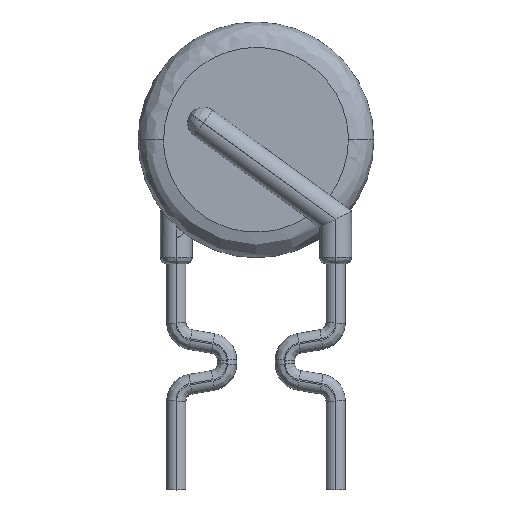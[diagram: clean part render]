
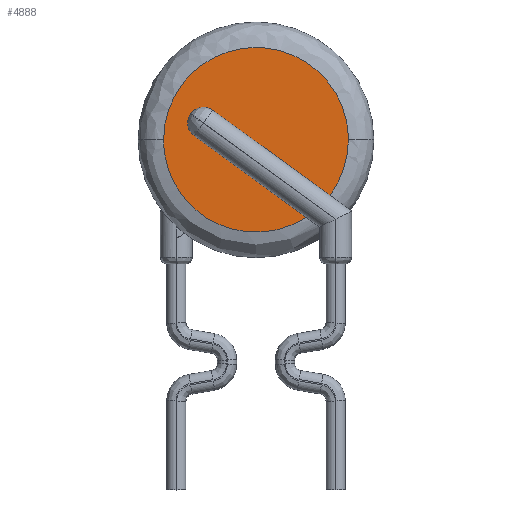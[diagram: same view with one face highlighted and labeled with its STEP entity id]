
A CAD part, top view. The second image highlights one B-rep face of the part: STEP entity #4888.
In plain terms, the highlighted planar face has unit normal (0, 0, 1).
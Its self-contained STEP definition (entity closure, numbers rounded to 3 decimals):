
#316 = CARTESIAN_POINT ( 'NONE',  ( 2.2, 2.483, 1. ) ) ;
#399 = EDGE_CURVE ( 'NONE', #1248, #4226, #3940, .T. ) ;
#488 = CARTESIAN_POINT ( 'NONE',  ( 7.417, 3.346, 1. ) ) ;
#691 = CARTESIAN_POINT ( 'NONE',  ( 3.056, 5.911, 1. ) ) ;
#764 = ORIENTED_EDGE ( 'NONE', *, *, #5330, .F. ) ;
#842 = CARTESIAN_POINT ( 'NONE',  ( 3.047, 5.899, 1. ) ) ;
#1039 = ORIENTED_EDGE ( 'NONE', *, *, #4750, .F. ) ;
#1248 = VERTEX_POINT ( 'NONE', #6720 ) ;
#1302 = CARTESIAN_POINT ( 'NONE',  ( 2.2, 5.09, 1. ) ) ;
#1367 = ORIENTED_EDGE ( 'NONE', *, *, #6604, .F. ) ;
#1404 = DIRECTION ( 'NONE',  ( 0., 0., 1. ) ) ;
#1439 = CARTESIAN_POINT ( 'NONE',  ( 2.2, 5.09, 1. ) ) ;
#1476 = VERTEX_POINT ( 'NONE', #3469 ) ;
#1624 = AXIS2_PLACEMENT_3D ( 'NONE', #3093, #3787, #6464 ) ;
#1692 = VECTOR ( 'NONE', #4076, 1000. ) ;
#1706 = CIRCLE ( 'NONE', #1624, 0.49 ) ;
#1820 = EDGE_LOOP ( 'NONE', ( #5602, #4404, #2292, #1039, #7202, #1367, #7399, #764 ) ) ;
#2043 = CARTESIAN_POINT ( 'NONE',  ( 8., 5.09, 1. ) ) ;
#2180 = CARTESIAN_POINT ( 'NONE',  ( 5.1, 7.99, 1. ) ) ;
#2256 = DIRECTION ( 'NONE',  ( -1., 0., 0. ) ) ;
#2292 = ORIENTED_EDGE ( 'NONE', *, *, #3971, .F. ) ;
#2382 = LINE ( 'NONE', #691, #7304 ) ;
#2399 =( BOUNDED_CURVE ( )  B_SPLINE_CURVE ( 3, ( #1439, #8389, #6261, #2180, #4828, #8335, #4249 ),
 .UNSPECIFIED., .F., .T. ) 
 B_SPLINE_CURVE_WITH_KNOTS ( ( 4, 3, 4 ),
 ( 0.406, 0.703, 1. ),
 .UNSPECIFIED. ) 
 CURVE ( )  GEOMETRIC_REPRESENTATION_ITEM ( )  RATIONAL_B_SPLINE_CURVE ( ( 1., 0.805, 0.805, 1., 0.805, 0.805, 1. ) ) 
 REPRESENTATION_ITEM ( '' )  );
#2688 = VECTOR ( 'NONE', #5629, 1000. ) ;
#2864 = CIRCLE ( 'NONE', #7451, 0.49 ) ;
#2934 = VERTEX_POINT ( 'NONE', #842 ) ;
#3093 = CARTESIAN_POINT ( 'NONE',  ( 3.444, 5.611, 1. ) ) ;
#3137 = AXIS2_PLACEMENT_3D ( 'NONE', #7759, #3545, #2256 ) ;
#3439 = CARTESIAN_POINT ( 'NONE',  ( 3.452, 5.623, 1. ) ) ;
#3469 = CARTESIAN_POINT ( 'NONE',  ( 7.417, 3.346, 1. ) ) ;
#3487 = LINE ( 'NONE', #488, #1692 ) ;
#3493 = DIRECTION ( 'NONE',  ( -1., 0., 0. ) ) ;
#3545 = DIRECTION ( 'NONE',  ( 0., 0., -1. ) ) ;
#3691 = FACE_OUTER_BOUND ( 'NONE', #1820, .T. ) ;
#3787 = DIRECTION ( 'NONE',  ( 0., 0., 1. ) ) ;
#3940 = LINE ( 'NONE', #4223, #2688 ) ;
#3971 = EDGE_CURVE ( 'NONE', #5584, #2934, #2382, .T. ) ;
#4069 = DIRECTION ( 'NONE',  ( -0.588, -0.809, 0. ) ) ;
#4076 = DIRECTION ( 'NONE',  ( -0.809, 0.588, 0. ) ) ;
#4133 = CARTESIAN_POINT ( 'NONE',  ( 7.417, 3.346, 1. ) ) ;
#4223 = CARTESIAN_POINT ( 'NONE',  ( 3.156, 5.214, 1. ) ) ;
#4226 = VERTEX_POINT ( 'NONE', #8468 ) ;
#4249 = CARTESIAN_POINT ( 'NONE',  ( 8., 5.09, 1. ) ) ;
#4263 = CARTESIAN_POINT ( 'NONE',  ( 2.2, 5.09, 1. ) ) ;
#4327 = PLANE ( 'NONE',  #3137 ) ;
#4404 = ORIENTED_EDGE ( 'NONE', *, *, #6895, .F. ) ;
#4723 =( BOUNDED_CURVE ( )  B_SPLINE_CURVE ( 3, ( #6396, #7137, #316, #4263 ),
 .UNSPECIFIED., .F., .T. ) 
 B_SPLINE_CURVE_WITH_KNOTS ( ( 4, 4 ),
 ( 0., 0.406 ),
 .UNSPECIFIED. ) 
 CURVE ( )  GEOMETRIC_REPRESENTATION_ITEM ( )  RATIONAL_B_SPLINE_CURVE ( ( 1., 0.652, 0.652, 1. ) ) 
 REPRESENTATION_ITEM ( '' )  );
#4750 = EDGE_CURVE ( 'NONE', #8160, #5584, #2864, .T. ) ;
#4828 = CARTESIAN_POINT ( 'NONE',  ( 6.799, 7.99, 1. ) ) ;
#4888 = ADVANCED_FACE ( 'NONE', ( #3691 ), #4327, .F. ) ;
#5330 = EDGE_CURVE ( 'NONE', #4226, #5616, #4723, .T. ) ;
#5356 = CARTESIAN_POINT ( 'NONE',  ( 3.056, 5.911, 1. ) ) ;
#5584 = VERTEX_POINT ( 'NONE', #5356 ) ;
#5602 = ORIENTED_EDGE ( 'NONE', *, *, #399, .F. ) ;
#5616 = VERTEX_POINT ( 'NONE', #1302 ) ;
#5629 = DIRECTION ( 'NONE',  ( 0.809, -0.588, 0. ) ) ;
#5956 = EDGE_CURVE ( 'NONE', #1476, #8160, #3487, .T. ) ;
#6136 = CARTESIAN_POINT ( 'NONE',  ( 3.74, 6.019, 1. ) ) ;
#6240 = CARTESIAN_POINT ( 'NONE',  ( 7.799, 3.853, 1. ) ) ;
#6261 = CARTESIAN_POINT ( 'NONE',  ( 3.401, 7.99, 1. ) ) ;
#6367 =( BOUNDED_CURVE ( )  B_SPLINE_CURVE ( 3, ( #2043, #6815, #6240, #4133 ),
 .UNSPECIFIED., .F., .F. ) 
 B_SPLINE_CURVE_WITH_KNOTS ( ( 4, 4 ),
 ( 0., 1. ),
 .UNSPECIFIED. ) 
 CURVE ( )  GEOMETRIC_REPRESENTATION_ITEM ( )  RATIONAL_B_SPLINE_CURVE ( ( 1., 0.966, 0.966, 1. ) ) 
 REPRESENTATION_ITEM ( '' )  );
#6396 = CARTESIAN_POINT ( 'NONE',  ( 6.678, 2.657, 1. ) ) ;
#6464 = DIRECTION ( 'NONE',  ( 1., 0., 0. ) ) ;
#6549 = CARTESIAN_POINT ( 'NONE',  ( 8., 5.09, 1. ) ) ;
#6604 = EDGE_CURVE ( 'NONE', #6826, #1476, #6367, .T. ) ;
#6720 = CARTESIAN_POINT ( 'NONE',  ( 3.156, 5.214, 1. ) ) ;
#6815 = CARTESIAN_POINT ( 'NONE',  ( 8., 4.455, 1. ) ) ;
#6826 = VERTEX_POINT ( 'NONE', #6549 ) ;
#6895 = EDGE_CURVE ( 'NONE', #2934, #1248, #1706, .T. ) ;
#7137 = CARTESIAN_POINT ( 'NONE',  ( 4.49, 1.239, 1. ) ) ;
#7202 = ORIENTED_EDGE ( 'NONE', *, *, #5956, .F. ) ;
#7205 = EDGE_CURVE ( 'NONE', #5616, #6826, #2399, .T. ) ;
#7304 = VECTOR ( 'NONE', #4069, 1000. ) ;
#7399 = ORIENTED_EDGE ( 'NONE', *, *, #7205, .F. ) ;
#7451 = AXIS2_PLACEMENT_3D ( 'NONE', #3439, #1404, #3493 ) ;
#7759 = CARTESIAN_POINT ( 'NONE',  ( 8.8, 5.09, 1. ) ) ;
#8160 = VERTEX_POINT ( 'NONE', #6136 ) ;
#8335 = CARTESIAN_POINT ( 'NONE',  ( 8., 6.789, 1. ) ) ;
#8389 = CARTESIAN_POINT ( 'NONE',  ( 2.2, 6.789, 1. ) ) ;
#8468 = CARTESIAN_POINT ( 'NONE',  ( 6.678, 2.657, 1. ) ) ;
